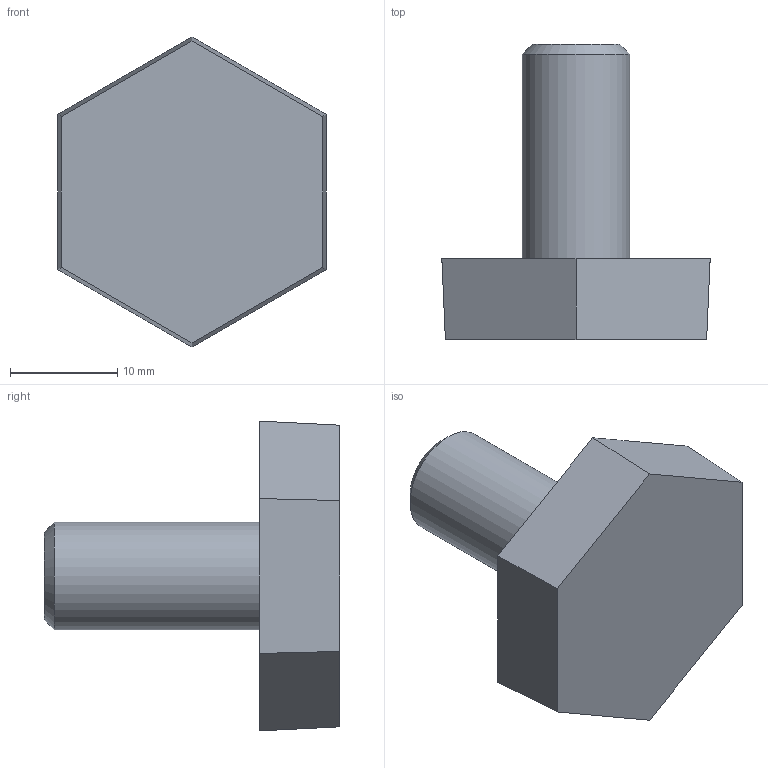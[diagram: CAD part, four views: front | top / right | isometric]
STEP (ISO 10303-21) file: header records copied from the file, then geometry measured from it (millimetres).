
FILE_DESCRIPTION( ( 'STEP AP214' ), '1' );
FILE_NAME( 'K0676.2510X020.stp', '2020-12-09T11:09:58', ( '' ), ( '' ), ' ', 'PARTsolutions', ' ' );
FILE_SCHEMA( ( 'AUTOMOTIVE_DESIGN { 1 0 10303 214 1 1 1 1 }' ) );
Length unit declared in the file: millimetre
Products named in the file (1): _K0676.2510X020
Bounding box: 25 x 27.5 x 28.87 mm (x, y, z)
Volume: 5512.4 mm3; surface area: 2306.5 mm2
Topology: 1 solids, 1 shells, 11 faces, 23 edges, 15 vertices
Faces by surface type: plane 9, cone 1, cylinder 1
Full cylindrical faces by diameter (mm): 10 x1
Entity records: 386 total; most frequent: CARTESIAN_POINT 48, DIRECTION 48, ORIENTED_EDGE 42, EDGE_CURVE 21, LINE 18, VECTOR 18, AXIS2_PLACEMENT_3D 15, VERTEX_POINT 15
